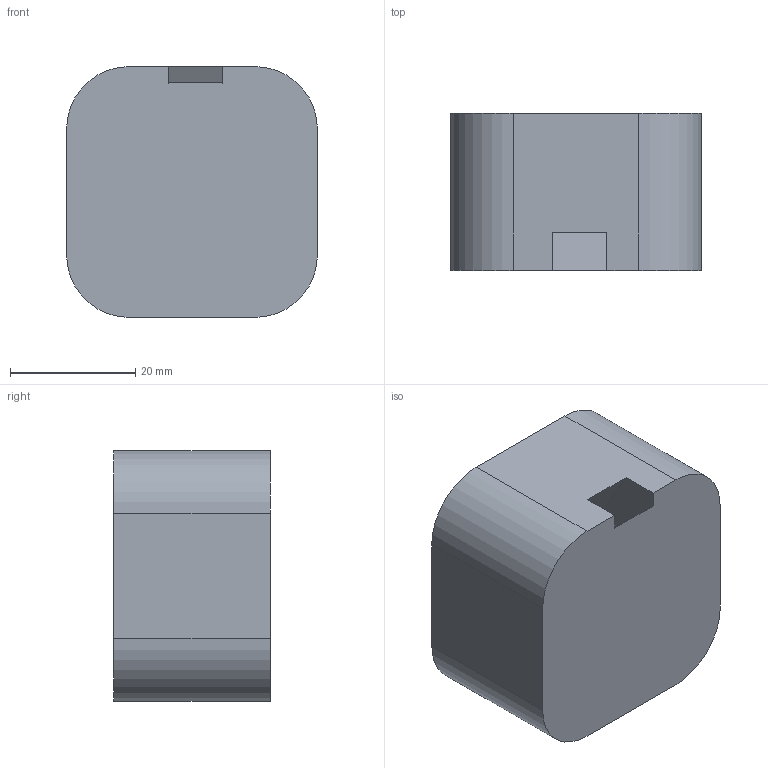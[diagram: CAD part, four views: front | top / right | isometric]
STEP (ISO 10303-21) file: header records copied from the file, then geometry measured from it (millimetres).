
FILE_DESCRIPTION(/* description */ (''),/* implementation_level */ '2;1');
FILE_NAME(/* name */ 'bottom step.stp',/* time_stamp */ '2023-05-06T13:18:00-04:00',/* author */ ('shrey'),/* organization */ (''),/* preprocessor_version */ 'ST-DEVELOPER v19',/* originating_system */ 'Autodesk Inventor 2023',/* authorisation */ '');
FILE_SCHEMA (('AUTOMOTIVE_DESIGN { 1 0 10303 214 3 1 1 }'));
Length unit declared in the file: millimetre
Products named in the file (1): external power button
Bounding box: 40 x 25 x 40 mm (x, y, z)
Volume: 29277.7 mm3; surface area: 10065.9 mm2
Topology: 1 solids, 1 shells, 54 faces, 152 edges, 100 vertices
Faces by surface type: plane 48, cylinder 6
Entity records: 1790 total; most frequent: CARTESIAN_POINT 307, ORIENTED_EDGE 304, DIRECTION 274, EDGE_CURVE 152, LINE 140, VECTOR 140, VERTEX_POINT 100, AXIS2_PLACEMENT_3D 67
